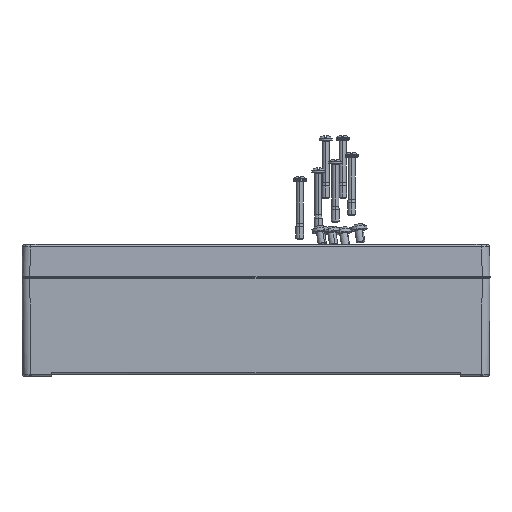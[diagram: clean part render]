
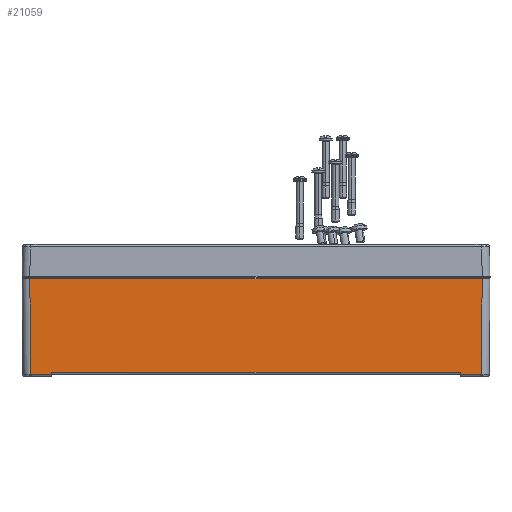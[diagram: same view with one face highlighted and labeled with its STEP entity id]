
A CAD part, top view. The second image highlights one B-rep face of the part: STEP entity #21059.
In plain terms, the highlighted planar face has unit normal (0, -0.008, 1).
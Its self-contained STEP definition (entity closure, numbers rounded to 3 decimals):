
#20796 = VERTEX_POINT('',#20797);
#20797 = CARTESIAN_POINT('',(-173.971,-3.5,79.971));
#20804 = EDGE_CURVE('',#20805,#20796,#20807,.T.);
#20805 = VERTEX_POINT('',#20806);
#20806 = CARTESIAN_POINT('',(173.971,-3.5,79.971));
#20807 = LINE('',#20808,#20809);
#20808 = CARTESIAN_POINT('',(-180.,-3.5,79.971));
#20809 = VECTOR('',#20810,1.);
#20810 = DIRECTION('',(-1.,0.,0.));
#21059 = ADVANCED_FACE('',(#21060),#21163,.T.);
#21060 = FACE_BOUND('',#21061,.T.);
#21061 = EDGE_LOOP('',(#21062,#21070,#21082,#21090,#21098,#21109,#21117,
    #21128,#21136,#21144,#21156,#21162));
#21062 = ORIENTED_EDGE('',*,*,#21063,.T.);
#21063 = EDGE_CURVE('',#20796,#21064,#21066,.T.);
#21064 = VERTEX_POINT('',#21065);
#21065 = CARTESIAN_POINT('',(-173.368,-77.014,
    79.368));
#21066 = LINE('',#21067,#21068);
#21067 = CARTESIAN_POINT('',(-174.001,0.049,
    80.));
#21068 = VECTOR('',#21069,1.);
#21069 = DIRECTION('',(0.008,-1.,
    -0.008));
#21070 = ORIENTED_EDGE('',*,*,#21071,.T.);
#21071 = EDGE_CURVE('',#21064,#21072,#21074,.T.);
#21072 = VERTEX_POINT('',#21073);
#21073 = CARTESIAN_POINT('',(-172.982,-77.012,
    79.368));
#21074 = B_SPLINE_CURVE_WITH_KNOTS('',3,(#21075,#21076,#21077,#21078,
    #21079,#21080,#21081),.UNSPECIFIED.,.F.,.F.,(4,3,4),(0.,
    0.,0.),.UNSPECIFIED.);
#21075 = CARTESIAN_POINT('',(-173.368,-77.014,
    79.368));
#21076 = CARTESIAN_POINT('',(-173.262,-77.014,
    79.368));
#21077 = CARTESIAN_POINT('',(-173.156,-77.013,
    79.368));
#21078 = CARTESIAN_POINT('',(-173.049,-77.012,
    79.368));
#21079 = CARTESIAN_POINT('',(-173.027,-77.012,
    79.368));
#21080 = CARTESIAN_POINT('',(-173.004,-77.012,
    79.368));
#21081 = CARTESIAN_POINT('',(-172.982,-77.012,
    79.368));
#21082 = ORIENTED_EDGE('',*,*,#21083,.T.);
#21083 = EDGE_CURVE('',#21072,#21084,#21086,.T.);
#21084 = VERTEX_POINT('',#21085);
#21085 = CARTESIAN_POINT('',(-157.543,-77.012,
    79.368));
#21086 = LINE('',#21087,#21088);
#21087 = CARTESIAN_POINT('',(-180.,-77.012,79.368));
#21088 = VECTOR('',#21089,1.);
#21089 = DIRECTION('',(1.,0.,0.));
#21090 = ORIENTED_EDGE('',*,*,#21091,.T.);
#21091 = EDGE_CURVE('',#21084,#21092,#21094,.T.);
#21092 = VERTEX_POINT('',#21093);
#21093 = CARTESIAN_POINT('',(-157.539,-76.604,
    79.372));
#21094 = LINE('',#21095,#21096);
#21095 = CARTESIAN_POINT('',(-157.53,-75.511,
    79.381));
#21096 = VECTOR('',#21097,1.);
#21097 = DIRECTION('',(0.009,1.,
    0.008));
#21098 = ORIENTED_EDGE('',*,*,#21099,.T.);
#21099 = EDGE_CURVE('',#21092,#21100,#21102,.T.);
#21100 = VERTEX_POINT('',#21101);
#21101 = CARTESIAN_POINT('',(-157.13,-75.512,
    79.381));
#21102 = B_SPLINE_CURVE_WITH_KNOTS('',3,(#21103,#21104,#21105,#21106,
    #21107,#21108),.UNSPECIFIED.,.F.,.F.,(4,2,4),(0.,0.001,
    0.001),.UNSPECIFIED.);
#21103 = CARTESIAN_POINT('',(-157.539,-76.604,
    79.372));
#21104 = CARTESIAN_POINT('',(-157.538,-76.406,
    79.373));
#21105 = CARTESIAN_POINT('',(-157.479,-76.216,
    79.375));
#21106 = CARTESIAN_POINT('',(-157.324,-75.855,
    79.378));
#21107 = CARTESIAN_POINT('',(-157.226,-75.682,
    79.379));
#21108 = CARTESIAN_POINT('',(-157.13,-75.512,
    79.381));
#21109 = ORIENTED_EDGE('',*,*,#21110,.T.);
#21110 = EDGE_CURVE('',#21100,#21111,#21113,.T.);
#21111 = VERTEX_POINT('',#21112);
#21112 = CARTESIAN_POINT('',(157.13,-75.512,
    79.381));
#21113 = LINE('',#21114,#21115);
#21114 = CARTESIAN_POINT('',(-180.,-75.512,79.381));
#21115 = VECTOR('',#21116,1.);
#21116 = DIRECTION('',(1.,0.,0.));
#21117 = ORIENTED_EDGE('',*,*,#21118,.T.);
#21118 = EDGE_CURVE('',#21111,#21119,#21121,.T.);
#21119 = VERTEX_POINT('',#21120);
#21120 = CARTESIAN_POINT('',(157.539,-76.604,
    79.372));
#21121 = B_SPLINE_CURVE_WITH_KNOTS('',3,(#21122,#21123,#21124,#21125,
    #21126,#21127),.UNSPECIFIED.,.F.,.F.,(4,2,4),(0.,
    0.001,0.001),.UNSPECIFIED.);
#21122 = CARTESIAN_POINT('',(157.13,-75.512,
    79.381));
#21123 = CARTESIAN_POINT('',(157.227,-75.684,
    79.379));
#21124 = CARTESIAN_POINT('',(157.324,-75.855,
    79.378));
#21125 = CARTESIAN_POINT('',(157.479,-76.216,
    79.375));
#21126 = CARTESIAN_POINT('',(157.538,-76.406,
    79.373));
#21127 = CARTESIAN_POINT('',(157.539,-76.604,
    79.372));
#21128 = ORIENTED_EDGE('',*,*,#21129,.T.);
#21129 = EDGE_CURVE('',#21119,#21130,#21132,.T.);
#21130 = VERTEX_POINT('',#21131);
#21131 = CARTESIAN_POINT('',(157.543,-77.012,
    79.368));
#21132 = LINE('',#21133,#21134);
#21133 = CARTESIAN_POINT('',(156.845,2.939,
    80.024));
#21134 = VECTOR('',#21135,1.);
#21135 = DIRECTION('',(0.009,-1.,
    -0.008));
#21136 = ORIENTED_EDGE('',*,*,#21137,.T.);
#21137 = EDGE_CURVE('',#21130,#21138,#21140,.T.);
#21138 = VERTEX_POINT('',#21139);
#21139 = CARTESIAN_POINT('',(172.982,-77.012,
    79.368));
#21140 = LINE('',#21141,#21142);
#21141 = CARTESIAN_POINT('',(-180.,-77.012,79.368));
#21142 = VECTOR('',#21143,1.);
#21143 = DIRECTION('',(1.,0.,0.));
#21144 = ORIENTED_EDGE('',*,*,#21145,.T.);
#21145 = EDGE_CURVE('',#21138,#21146,#21148,.T.);
#21146 = VERTEX_POINT('',#21147);
#21147 = CARTESIAN_POINT('',(173.368,-77.014,
    79.368));
#21148 = B_SPLINE_CURVE_WITH_KNOTS('',3,(#21149,#21150,#21151,#21152,
    #21153,#21154,#21155),.UNSPECIFIED.,.F.,.F.,(4,3,4),(0.,
    0.,0.),.UNSPECIFIED.);
#21149 = CARTESIAN_POINT('',(172.982,-77.012,
    79.368));
#21150 = CARTESIAN_POINT('',(173.004,-77.012,
    79.368));
#21151 = CARTESIAN_POINT('',(173.027,-77.012,
    79.368));
#21152 = CARTESIAN_POINT('',(173.049,-77.012,
    79.368));
#21153 = CARTESIAN_POINT('',(173.156,-77.013,
    79.368));
#21154 = CARTESIAN_POINT('',(173.262,-77.014,
    79.368));
#21155 = CARTESIAN_POINT('',(173.368,-77.014,
    79.368));
#21156 = ORIENTED_EDGE('',*,*,#21157,.T.);
#21157 = EDGE_CURVE('',#21146,#20805,#21158,.T.);
#21158 = LINE('',#21159,#21160);
#21159 = CARTESIAN_POINT('',(173.976,-2.904,
    79.976));
#21160 = VECTOR('',#21161,1.);
#21161 = DIRECTION('',(0.008,1.,
    0.008));
#21162 = ORIENTED_EDGE('',*,*,#20804,.T.);
#21163 = PLANE('',#21164);
#21164 = AXIS2_PLACEMENT_3D('',#21165,#21166,#21167);
#21165 = CARTESIAN_POINT('',(-180.,0.,80.));
#21166 = DIRECTION('',(0.,-0.008,1.));
#21167 = DIRECTION('',(0.,-1.,-0.008));
